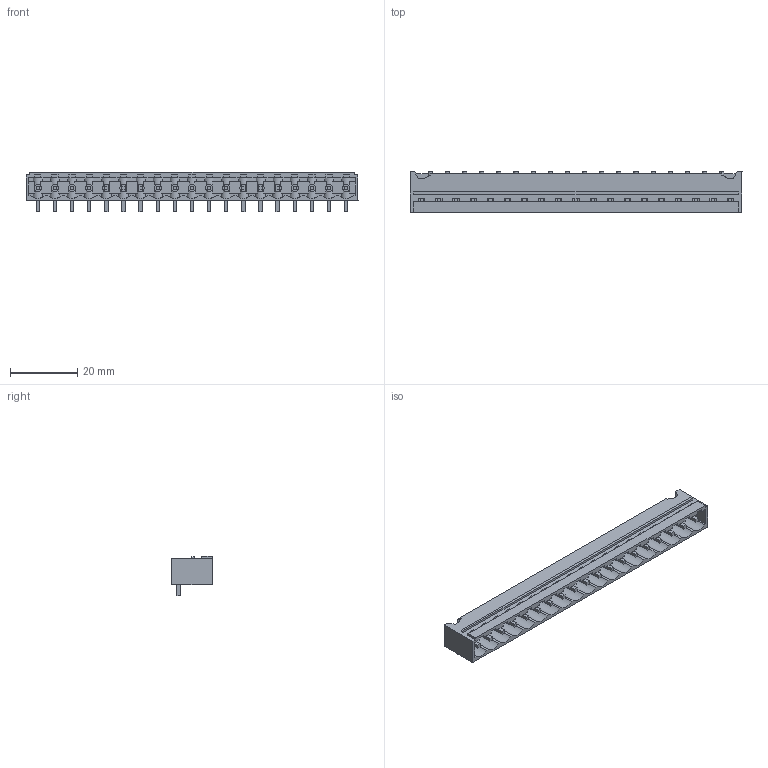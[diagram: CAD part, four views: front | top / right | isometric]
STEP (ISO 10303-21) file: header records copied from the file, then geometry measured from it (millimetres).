
FILE_DESCRIPTION(('CATIA V5 STEP Exchange','CAx-IF Rec.Pracs.--- Model Styling and Organization---1.5--- 2016-08-15','CAx-IF Rec.Pracs.---Supplemental Geometry---1.0---2011-11-01','CAx-IF Rec.Pracs.--- Composite Materials ---1.1---2010-07-15'),'2;1');
FILE_NAME ('D1456047_2', '2025-02-03T07:26:03+00:00', ('none'), ('Weidmueller'), 'CATIA Version 5-6 Release 2022 SP4 HF5', 'CATIA V5 STEP AP214 v3', 'none');
FILE_SCHEMA(('AUTOMOTIVE_DESIGN { 1 0 10303 214 1 1 1 1 }'));
Length unit declared in the file: millimetre
Products named in the file (1): 1780350000
Bounding box: 98.42 x 12 x 11.63 mm (x, y, z)
Volume: 3595.9 mm3; surface area: 7696.1 mm2
Topology: 1 solids, 1 shells, 1079 faces, 3369 edges, 2274 vertices
Faces by surface type: plane 873, cylinder 170, extrusion 36
Entity records: 36365 total; most frequent: CARTESIAN_POINT 8757, ORIENTED_EDGE 6738, DIRECTION 3800, EDGE_CURVE 3369, VECTOR 2369, LINE 2333, VERTEX_POINT 2274, EDGE_LOOP 1101
